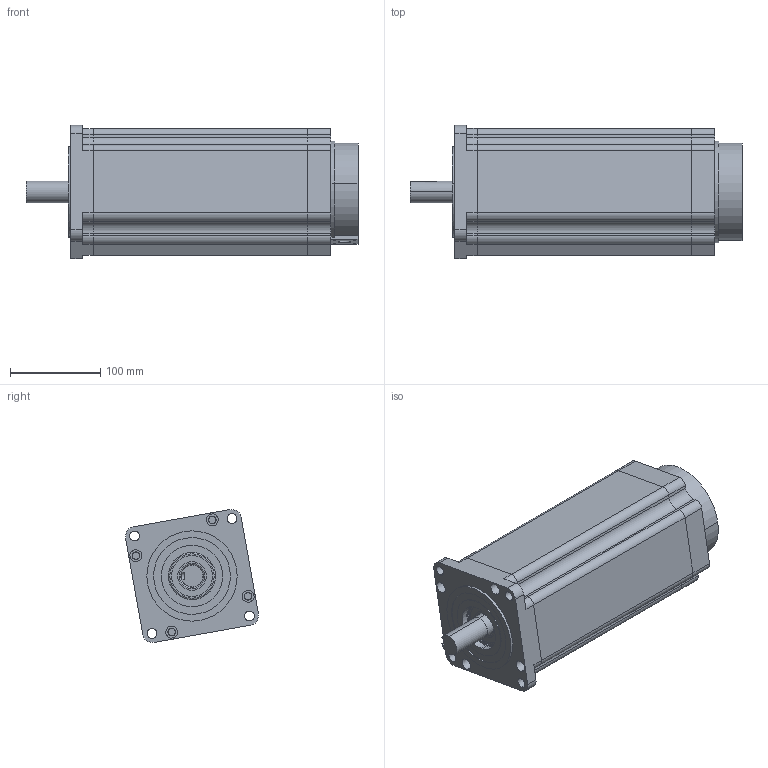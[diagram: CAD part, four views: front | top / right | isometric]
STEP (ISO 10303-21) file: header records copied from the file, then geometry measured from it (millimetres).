
FILE_DESCRIPTION (( 'STEP AP203' ), '1' );
FILE_NAME ('FHB31332.STEP', '2019-09-23T02:45:12', ( '微软用户' ), ( '微软中国' ), 'SwSTEP 2.0', 'SolidWorks 2016', '' );
FILE_SCHEMA (( 'CONFIG_CONTROL_DESIGN' ));
Length unit declared in the file: millimetre
Products named in the file (8): 蛌赽僇; 粣創6205; ヶ傷裔; 隅赽; 綴傷裔; 綴欶; FHB31332; 蛌粣
Assembly tree (8 placements, depth 2):
  FHB31332
    蛌粣
    蛌赽僇
    粣創6205  x2
    ヶ傷裔
    隅赽
    綴傷裔
    綴欶
Bounding box: 367.5 x 147.34 x 147.34 mm (x, y, z)
Volume: 3660029.4 mm3; surface area: 562598.7 mm2
Topology: 8 solids, 10 shells, 550 faces, 1458 edges, 960 vertices
Faces by surface type: cylinder 294, plane 219, torus 33, cone 4
Entity records: 17729 total; most frequent: CARTESIAN_POINT 3135, DIRECTION 3050, ORIENTED_EDGE 2796, EDGE_CURVE 1398, AXIS2_PLACEMENT_3D 1138, VERTEX_POINT 924, VECTOR 774, LINE 774
